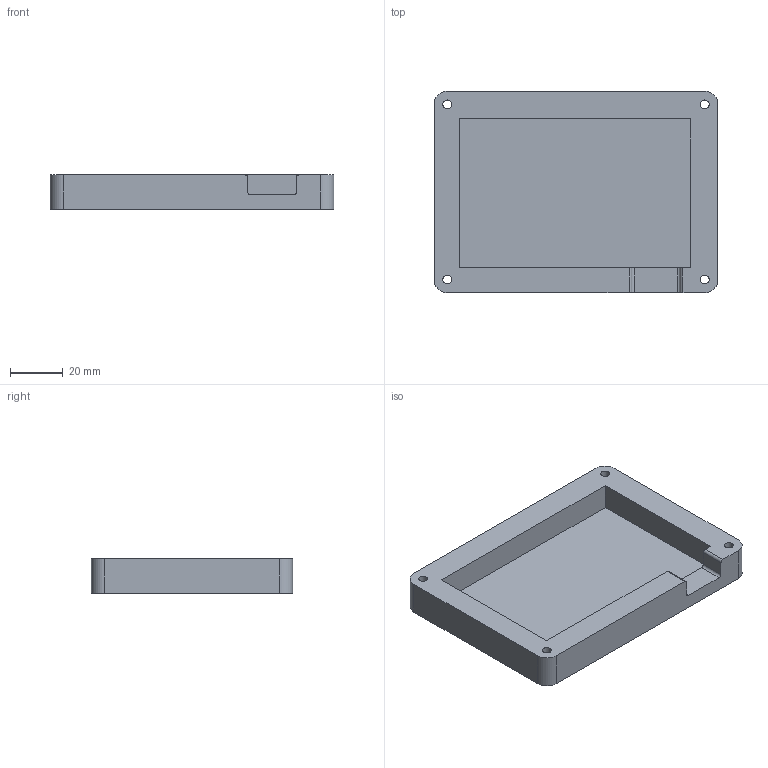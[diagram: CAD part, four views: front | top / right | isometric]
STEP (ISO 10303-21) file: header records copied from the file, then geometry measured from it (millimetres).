
FILE_DESCRIPTION(/* description */ (''),/* implementation_level */ '2;1');
FILE_NAME(/* name */ 'Macropad Bottom.step',/* time_stamp */ '2025-11-29T21:38:07-08:00',/* author */ (''),/* organization */ (''),/* preprocessor_version */ 'ST-DEVELOPER v20.1',/* originating_system */ 'Autodesk Translation Framework v14.21.0.0',/* authorisation */ '');
FILE_SCHEMA (('AUTOMOTIVE_DESIGN { 1 0 10303 214 3 1 1 }'));
Length unit declared in the file: millimetre
Products named in the file (2): 2025-11-26-18-30-41-642; 2025-11-26-18-32-40-418
Assembly tree (1 placements, depth 2):
  2025-11-26-18-30-41-642
    2025-11-26-18-32-40-418
Bounding box: 107.94 x 76.6 x 13 mm (x, y, z)
Volume: 54425.5 mm3; surface area: 24561.6 mm2
Topology: 1 solids, 1 shells, 34 faces, 84 edges, 56 vertices
Faces by surface type: plane 18, cylinder 16
Full cylindrical faces by diameter (mm): 3.4 x4, 6 x4
Entity records: 1089 total; most frequent: DIRECTION 190, CARTESIAN_POINT 177, ORIENTED_EDGE 168, EDGE_CURVE 84, AXIS2_PLACEMENT_3D 69, VERTEX_POINT 56, LINE 52, VECTOR 52
